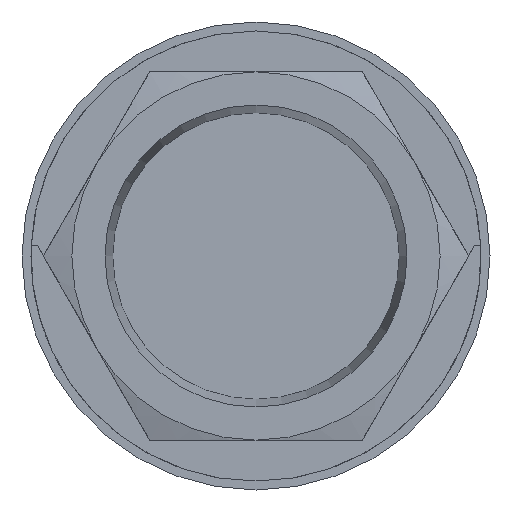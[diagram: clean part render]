
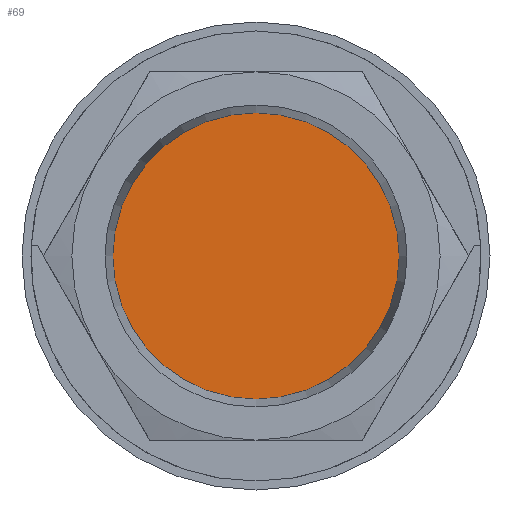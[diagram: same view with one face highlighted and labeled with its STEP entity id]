
A CAD part, left-side view. The second image highlights one B-rep face of the part: STEP entity #69.
In plain terms, the highlighted planar face has unit normal (-1, 0, 0).
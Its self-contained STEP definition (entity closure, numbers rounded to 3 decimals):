
#69 = ADVANCED_FACE( '', ( #174 ), #175, .F. );
#174 = FACE_OUTER_BOUND( '', #321, .T. );
#175 = PLANE( '', #322 );
#321 = EDGE_LOOP( '', ( #464 ) );
#322 = AXIS2_PLACEMENT_3D( '', #465, #466, #467 );
#464 = ORIENTED_EDGE( '', *, *, #845, .F. );
#465 = CARTESIAN_POINT( '', ( 2.167, 0., 0. ) );
#466 = DIRECTION( '', ( 1., 0., 0. ) );
#467 = DIRECTION( '', ( 0., 0., -1. ) );
#845 = EDGE_CURVE( '', #996, #996, #997, .T. );
#996 = VERTEX_POINT( '', #1217 );
#997 = CIRCLE( '', #1218, 7. );
#1217 = CARTESIAN_POINT( '', ( 2.167, 0., -7. ) );
#1218 = AXIS2_PLACEMENT_3D( '', #1556, #1557, #1558 );
#1556 = CARTESIAN_POINT( '', ( 2.167, 0., 0. ) );
#1557 = DIRECTION( '', ( 1., 0., 0. ) );
#1558 = DIRECTION( '', ( 0., 0., -1. ) );
